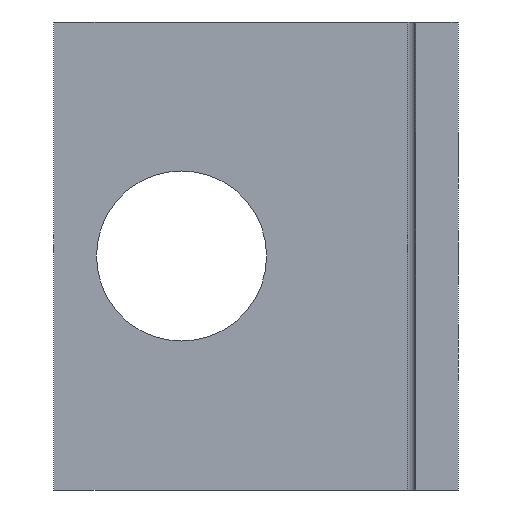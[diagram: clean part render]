
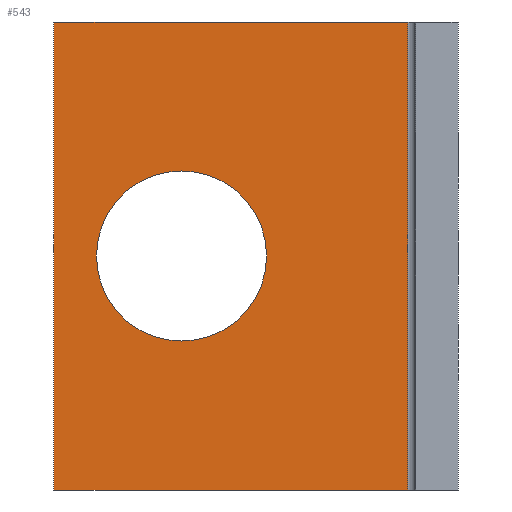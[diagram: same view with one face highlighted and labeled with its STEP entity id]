
A CAD part, left-side view. The second image highlights one B-rep face of the part: STEP entity #543.
In plain terms, the highlighted planar face has unit normal (-1, 0, 0).
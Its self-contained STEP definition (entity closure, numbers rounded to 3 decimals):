
#3 = CARTESIAN_POINT ( 'NONE',  ( -12.3, -21.263, -22. ) ) ;
#28 = CARTESIAN_POINT ( 'NONE',  ( -12.3, -21.263, 22. ) ) ;
#33 = FACE_BOUND ( 'NONE', #650, .T. ) ;
#50 = VERTEX_POINT ( 'NONE', #28 ) ;
#51 = LINE ( 'NONE', #533, #613 ) ;
#52 = EDGE_LOOP ( 'NONE', ( #661, #269, #137, #379 ) ) ;
#57 = VERTEX_POINT ( 'NONE', #233 ) ;
#70 = CARTESIAN_POINT ( 'NONE',  ( -12.3, -26., -22. ) ) ;
#78 = CARTESIAN_POINT ( 'NONE',  ( -12.3, 0., 0. ) ) ;
#84 = VERTEX_POINT ( 'NONE', #134 ) ;
#96 = AXIS2_PLACEMENT_3D ( 'NONE', #514, #401, #359 ) ;
#99 = VERTEX_POINT ( 'NONE', #364 ) ;
#104 = CARTESIAN_POINT ( 'NONE',  ( -12.3, -26., -22. ) ) ;
#134 = CARTESIAN_POINT ( 'NONE',  ( -12.3, 0., -8. ) ) ;
#137 = ORIENTED_EDGE ( 'NONE', *, *, #674, .F. ) ;
#187 = LINE ( 'NONE', #554, #716 ) ;
#196 = LINE ( 'NONE', #70, #484 ) ;
#205 = DIRECTION ( 'NONE',  ( 0., 0., 1. ) ) ;
#207 = DIRECTION ( 'NONE',  ( 1., 0., 0. ) ) ;
#215 = CIRCLE ( 'NONE', #96, 8. ) ;
#233 = CARTESIAN_POINT ( 'NONE',  ( -12.3, 12., -22. ) ) ;
#245 = CARTESIAN_POINT ( 'NONE',  ( -12.3, 0., 8. ) ) ;
#247 = VERTEX_POINT ( 'NONE', #245 ) ;
#259 = EDGE_CURVE ( 'NONE', #57, #99, #317, .T. ) ;
#269 = ORIENTED_EDGE ( 'NONE', *, *, #259, .F. ) ;
#317 = LINE ( 'NONE', #685, #660 ) ;
#338 = ORIENTED_EDGE ( 'NONE', *, *, #378, .F. ) ;
#342 = FACE_OUTER_BOUND ( 'NONE', #52, .T. ) ;
#351 = DIRECTION ( 'NONE',  ( 0., 0., 1. ) ) ;
#356 = EDGE_CURVE ( 'NONE', #247, #84, #215, .T. ) ;
#359 = DIRECTION ( 'NONE',  ( 0., 0., 1. ) ) ;
#364 = CARTESIAN_POINT ( 'NONE',  ( -12.3, 12., 22. ) ) ;
#378 = EDGE_CURVE ( 'NONE', #84, #247, #504, .T. ) ;
#379 = ORIENTED_EDGE ( 'NONE', *, *, #538, .T. ) ;
#380 = AXIS2_PLACEMENT_3D ( 'NONE', #78, #652, #634 ) ;
#387 = DIRECTION ( 'NONE',  ( 0., 1., 0. ) ) ;
#401 = DIRECTION ( 'NONE',  ( -1., 0., 0. ) ) ;
#445 = ORIENTED_EDGE ( 'NONE', *, *, #356, .F. ) ;
#481 = AXIS2_PLACEMENT_3D ( 'NONE', #104, #207, #618 ) ;
#484 = VECTOR ( 'NONE', #387, 1000. ) ;
#504 = CIRCLE ( 'NONE', #380, 8. ) ;
#514 = CARTESIAN_POINT ( 'NONE',  ( -12.3, 0., 0. ) ) ;
#519 = EDGE_CURVE ( 'NONE', #50, #99, #51, .T. ) ;
#533 = CARTESIAN_POINT ( 'NONE',  ( -12.3, -26., 22. ) ) ;
#538 = EDGE_CURVE ( 'NONE', #623, #50, #187, .T. ) ;
#543 = ADVANCED_FACE ( 'NONE', ( #33, #342 ), #562, .F. ) ;
#554 = CARTESIAN_POINT ( 'NONE',  ( -12.3, -21.263, -22. ) ) ;
#562 = PLANE ( 'NONE',  #481 ) ;
#613 = VECTOR ( 'NONE', #662, 1000. ) ;
#618 = DIRECTION ( 'NONE',  ( 0., 0., -1. ) ) ;
#623 = VERTEX_POINT ( 'NONE', #3 ) ;
#634 = DIRECTION ( 'NONE',  ( 0., 0., 1. ) ) ;
#650 = EDGE_LOOP ( 'NONE', ( #445, #338 ) ) ;
#652 = DIRECTION ( 'NONE',  ( -1., 0., 0. ) ) ;
#660 = VECTOR ( 'NONE', #351, 1000. ) ;
#661 = ORIENTED_EDGE ( 'NONE', *, *, #519, .T. ) ;
#662 = DIRECTION ( 'NONE',  ( 0., 1., 0. ) ) ;
#674 = EDGE_CURVE ( 'NONE', #623, #57, #196, .T. ) ;
#685 = CARTESIAN_POINT ( 'NONE',  ( -12.3, 12., -22. ) ) ;
#716 = VECTOR ( 'NONE', #205, 1000. ) ;
